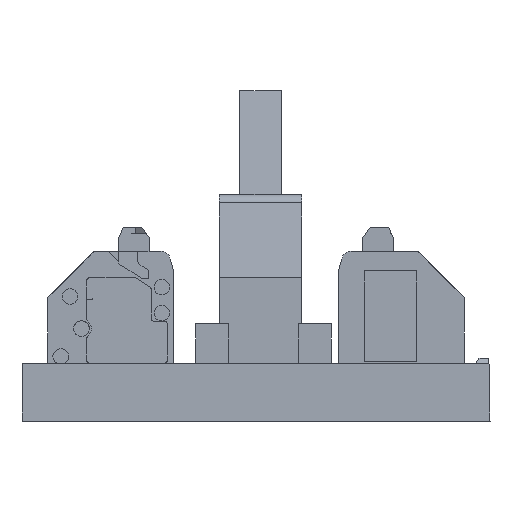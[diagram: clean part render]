
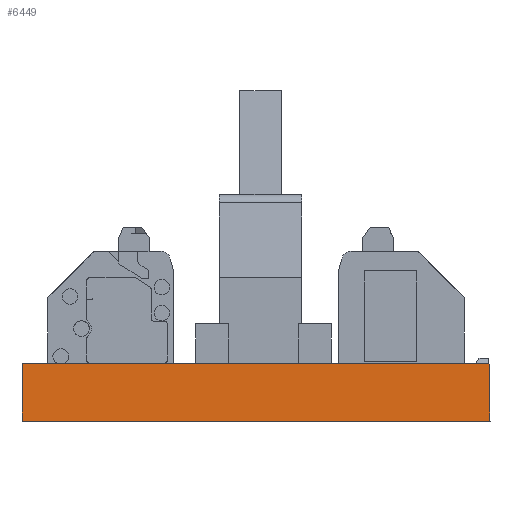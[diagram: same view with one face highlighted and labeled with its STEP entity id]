
A CAD part, left-side view. The second image highlights one B-rep face of the part: STEP entity #6449.
In plain terms, the highlighted planar face has unit normal (-1, 0, 0.018).
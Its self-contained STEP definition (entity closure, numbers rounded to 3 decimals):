
#6449=ADVANCED_FACE('',(#14827),#11262,.T.);
#11262=PLANE('',#96450);
#14827=FACE_OUTER_BOUND('',#19635,.T.);
#19635=EDGE_LOOP('',(#25539,#25540,#25541,#25542));
#25539=ORIENTED_EDGE('',*,*,#61242,.F.);
#25540=ORIENTED_EDGE('',*,*,#61243,.F.);
#25541=ORIENTED_EDGE('',*,*,#61244,.T.);
#25542=ORIENTED_EDGE('',*,*,#61240,.T.);
#51999=VERTEX_POINT('',#131484);
#52000=VERTEX_POINT('',#131486);
#52001=VERTEX_POINT('',#131490);
#52002=VERTEX_POINT('',#131492);
#61240=EDGE_CURVE('',#52000,#51999,#74781,.T.);
#61242=EDGE_CURVE('',#52001,#51999,#74783,.T.);
#61243=EDGE_CURVE('',#52002,#52001,#74784,.T.);
#61244=EDGE_CURVE('',#52002,#52000,#74785,.T.);
#74781=LINE('',#131485,#85759);
#74783=LINE('',#131489,#85761);
#74784=LINE('',#131491,#85762);
#74785=LINE('',#131493,#85763);
#85759=VECTOR('',#104640,1.);
#85761=VECTOR('',#104644,1.);
#85762=VECTOR('',#104645,1.);
#85763=VECTOR('',#104646,1.);
#96450=AXIS2_PLACEMENT_3D('',#131494,#104647,#104648);
#104640=DIRECTION('',(0.,-1.,0.));
#104644=DIRECTION('',(-0.017,-0.017,-1.));
#104645=DIRECTION('',(0.,-1.,0.));
#104646=DIRECTION('',(-0.017,0.,-1.));
#104647=DIRECTION('',(-1.,0.,0.017));
#104648=DIRECTION('',(-0.017,0.,-1.));
#131484=CARTESIAN_POINT('',(299.9,-96.416,-1.1));
#131485=CARTESIAN_POINT('',(299.9,-82.316,-1.1));
#131486=CARTESIAN_POINT('',(299.9,-51.216,-1.1));
#131489=CARTESIAN_POINT('',(299.914,-96.402,-0.313));
#131490=CARTESIAN_POINT('',(299.998,-96.318,4.5));
#131491=CARTESIAN_POINT('',(299.998,-82.316,4.5));
#131492=CARTESIAN_POINT('',(299.998,-51.216,4.5));
#131493=CARTESIAN_POINT('',(299.9,-51.216,-1.1));
#131494=CARTESIAN_POINT('',(299.9,-82.316,-1.1));
